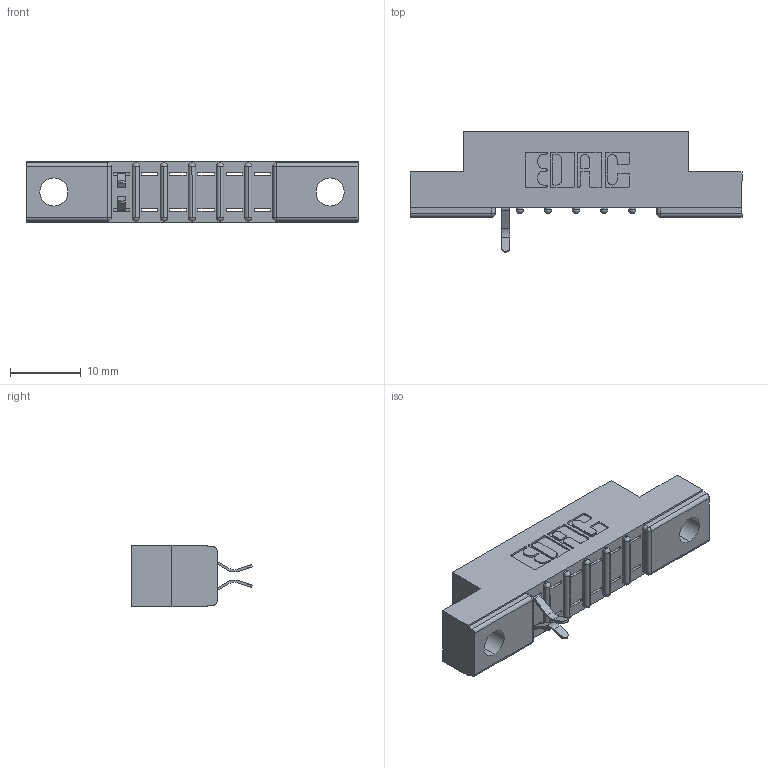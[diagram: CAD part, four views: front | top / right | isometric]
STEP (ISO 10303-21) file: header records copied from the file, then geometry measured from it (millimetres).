
FILE_DESCRIPTION (( 'STEP AP203' ), '1' );
FILE_NAME ('307-012-556-202.STEP', '2018-08-02T23:16:46', ( '' ), ( '' ), 'SwSTEP 2.0', 'SolidWorks 2016', '' );
FILE_SCHEMA (( 'CONFIG_CONTROL_DESIGN' ));
Length unit declared in the file: inch
Products named in the file (3): 307 Part_.128 Dia Mounting Holes; 307-290-001_556; 307-012-556-202
Assembly tree (3 placements, depth 2):
  307-012-556-202
    307 Part_.128 Dia Mounting Holes
    307-290-001_556  x2
Bounding box: 46.79 x 16.97 x 8.71 mm (x, y, z)
Volume: 2844.5 mm3; surface area: 3269.9 mm2
Topology: 3 solids, 3 shells, 325 faces, 927 edges, 594 vertices
Faces by surface type: plane 196, cylinder 115, sphere 14
Entity records: 9560 total; most frequent: CARTESIAN_POINT 1616, ORIENTED_EDGE 1606, DIRECTION 1589, EDGE_CURVE 803, VECTOR 599, LINE 599, VERTEX_POINT 522, AXIS2_PLACEMENT_3D 495
